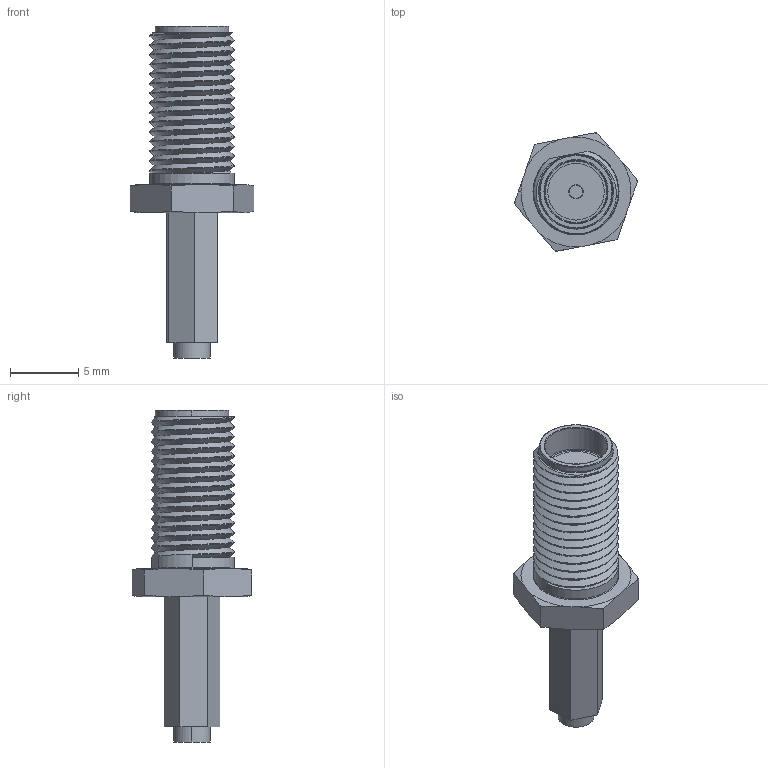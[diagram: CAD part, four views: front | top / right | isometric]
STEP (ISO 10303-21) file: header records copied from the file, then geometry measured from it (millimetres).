
FILE_DESCRIPTION (( 'STEP AP214' ), '1' );
FILE_NAME ('SMA_Jack_panel mount_RG174.STEP', '2014-05-09T03:55:11', ( '' ), ( '' ), 'SwSTEP 2.0', 'SolidWorks 2014', '' );
FILE_SCHEMA (( 'AUTOMOTIVE_DESIGN' ));
Length unit declared in the file: inch
Products named in the file (2): SMA_Jack_panel mount_RG174
Bounding box: 9.07 x 8.73 x 24.31 mm (x, y, z)
Volume: 476.4 mm3; surface area: 1186 mm2
Topology: 4 solids, 4 shells, 162 faces, 427 edges, 278 vertices
Faces by surface type: plane 72, cylinder 63, cone 14, torus 11, bspline 2
Entity records: 8790 total; most frequent: CARTESIAN_POINT 2878, ORIENTED_EDGE 852, DIRECTION 702, EDGE_CURVE 426, VERTEX_POINT 276, AXIS2_PLACEMENT_3D 264, LINE 174, VECTOR 174
